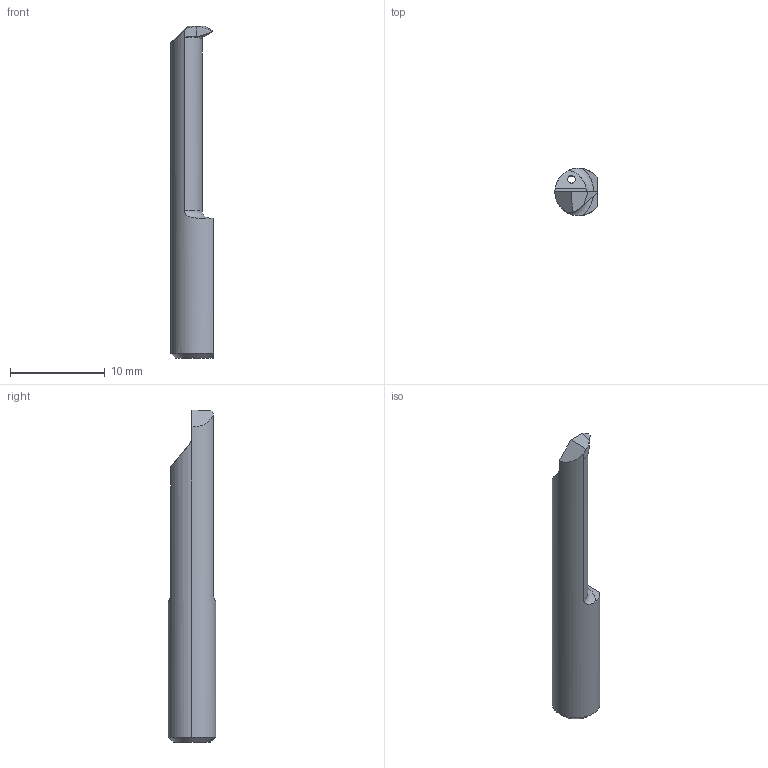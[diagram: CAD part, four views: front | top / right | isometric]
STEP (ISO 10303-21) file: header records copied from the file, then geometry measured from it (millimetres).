
FILE_DESCRIPTION (( 'STEP AP203' ), '1' );
FILE_NAME ('RP05.0510-20.step', '2024-09-13T07:40:28', ( '' ), ( '' ), 'SwSTEP 2.0', 'SolidWorks 2022', '' );
FILE_SCHEMA (( 'CONFIG_CONTROL_DESIGN' ));
Length unit declared in the file: millimetre
Products named in the file (1): RP05.0510-20
Bounding box: 4.45 x 5 x 35 mm (x, y, z)
Volume: 452.5 mm3; surface area: 558.9 mm2
Topology: 1 solids, 1 shells, 28 faces, 76 edges, 50 vertices
Faces by surface type: plane 14, cylinder 9, torus 4, cone 1
Entity records: 1048 total; most frequent: CARTESIAN_POINT 298, ORIENTED_EDGE 152, DIRECTION 128, EDGE_CURVE 76, VERTEX_POINT 50, AXIS2_PLACEMENT_3D 47, VECTOR 34, LINE 34
